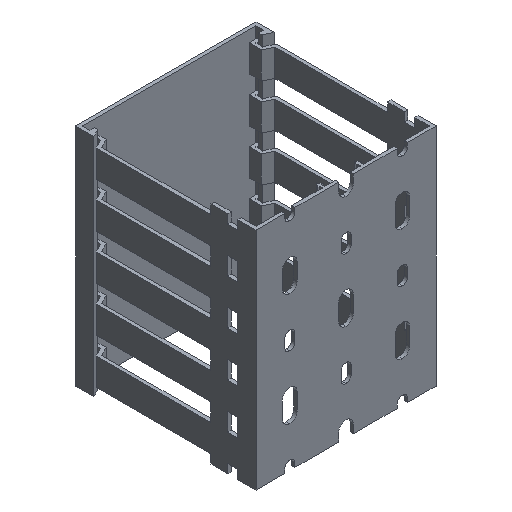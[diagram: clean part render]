
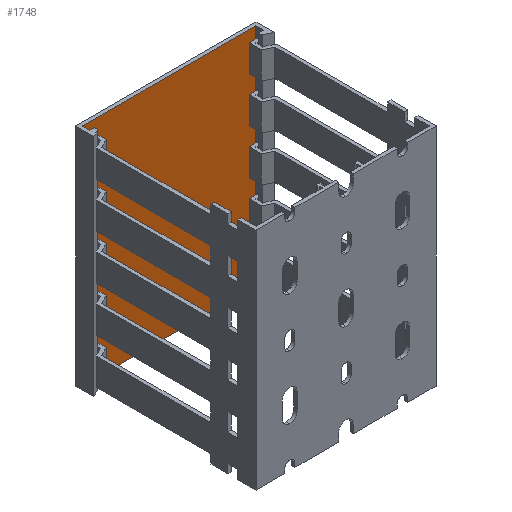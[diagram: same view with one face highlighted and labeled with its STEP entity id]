
A CAD part, isometric view. The second image highlights one B-rep face of the part: STEP entity #1748.
In plain terms, the highlighted planar face has unit normal (0, -1, 0).
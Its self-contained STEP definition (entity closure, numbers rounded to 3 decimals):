
#597 = EDGE_CURVE ( 'NONE', #3510, #4059, #3355, .T. ) ;
#780 = CARTESIAN_POINT ( 'NONE',  ( -38.5, 78.5, 3.75 ) ) ;
#872 = DIRECTION ( 'NONE',  ( 0., 0., -1. ) ) ;
#1252 = CARTESIAN_POINT ( 'NONE',  ( -38.5, 78.5, -96.25 ) ) ;
#1691 = CARTESIAN_POINT ( 'NONE',  ( 38.5, 78.5, 3.75 ) ) ;
#1748 = ADVANCED_FACE ( 'NONE', ( #3264 ), #5926, .T. ) ;
#1799 = AXIS2_PLACEMENT_3D ( 'NONE', #8210, #3525, #872 ) ;
#2251 = CARTESIAN_POINT ( 'NONE',  ( -35., 78.5, -96.25 ) ) ;
#3029 = LINE ( 'NONE', #2251, #3537 ) ;
#3264 = FACE_OUTER_BOUND ( 'NONE', #3453, .T. ) ;
#3355 = LINE ( 'NONE', #4191, #3600 ) ;
#3453 = EDGE_LOOP ( 'NONE', ( #8414, #8147, #6697, #5827 ) ) ;
#3510 = VERTEX_POINT ( 'NONE', #1691 ) ;
#3525 = DIRECTION ( 'NONE',  ( 0., -1., 0. ) ) ;
#3537 = VECTOR ( 'NONE', #4294, 1000. ) ;
#3571 = CARTESIAN_POINT ( 'NONE',  ( -38.5, 78.5, -96.25 ) ) ;
#3600 = VECTOR ( 'NONE', #7502, 1000. ) ;
#3846 = VERTEX_POINT ( 'NONE', #5425 ) ;
#4059 = VERTEX_POINT ( 'NONE', #780 ) ;
#4191 = CARTESIAN_POINT ( 'NONE',  ( -35., 78.5, 3.75 ) ) ;
#4250 = DIRECTION ( 'NONE',  ( 0., 0., 1. ) ) ;
#4294 = DIRECTION ( 'NONE',  ( -1., 0., 0. ) ) ;
#5425 = CARTESIAN_POINT ( 'NONE',  ( 38.5, 78.5, -96.25 ) ) ;
#5827 = ORIENTED_EDGE ( 'NONE', *, *, #7683, .F. ) ;
#5926 = PLANE ( 'NONE',  #1799 ) ;
#5979 = LINE ( 'NONE', #3571, #8458 ) ;
#6682 = DIRECTION ( 'NONE',  ( 0., 0., 1. ) ) ;
#6697 = ORIENTED_EDGE ( 'NONE', *, *, #597, .T. ) ;
#6764 = VERTEX_POINT ( 'NONE', #1252 ) ;
#6953 = LINE ( 'NONE', #7651, #7294 ) ;
#7294 = VECTOR ( 'NONE', #4250, 1000. ) ;
#7502 = DIRECTION ( 'NONE',  ( -1., 0., 0. ) ) ;
#7651 = CARTESIAN_POINT ( 'NONE',  ( 38.5, 78.5, -96.25 ) ) ;
#7683 = EDGE_CURVE ( 'NONE', #6764, #4059, #5979, .T. ) ;
#8147 = ORIENTED_EDGE ( 'NONE', *, *, #8594, .T. ) ;
#8210 = CARTESIAN_POINT ( 'NONE',  ( -108.5, 78.5, -96.25 ) ) ;
#8414 = ORIENTED_EDGE ( 'NONE', *, *, #8606, .F. ) ;
#8458 = VECTOR ( 'NONE', #6682, 1000. ) ;
#8594 = EDGE_CURVE ( 'NONE', #3846, #3510, #6953, .T. ) ;
#8606 = EDGE_CURVE ( 'NONE', #3846, #6764, #3029, .T. ) ;
